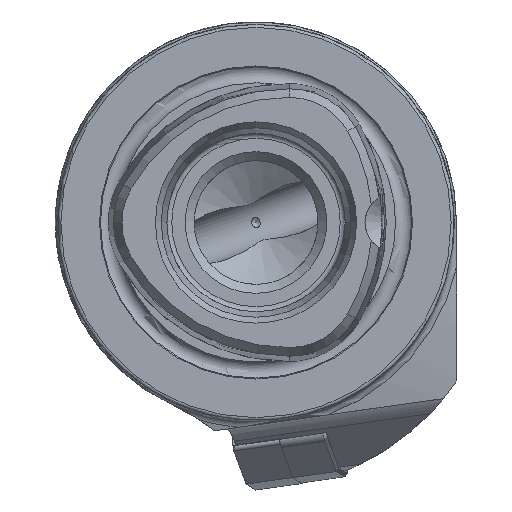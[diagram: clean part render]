
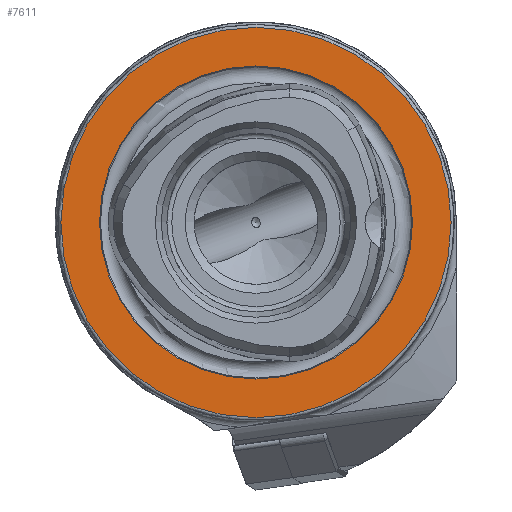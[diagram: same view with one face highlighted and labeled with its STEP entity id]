
A CAD part, left-side view. The second image highlights one B-rep face of the part: STEP entity #7611.
In plain terms, the highlighted planar face has unit normal (-1, 0, 0).
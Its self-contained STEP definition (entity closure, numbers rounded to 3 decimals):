
#42 = EDGE_LOOP ( 'NONE', ( #4925 ) ) ;
#1079 = ORIENTED_EDGE ( 'NONE', *, *, #11323, .T. ) ;
#1489 = DIRECTION ( 'NONE',  ( -1., 0., 0. ) ) ;
#2349 = CARTESIAN_POINT ( 'NONE',  ( 0., 0., 0. ) ) ;
#3264 = FACE_BOUND ( 'NONE', #42, .T. ) ;
#3775 = VERTEX_POINT ( 'NONE', #11034 ) ;
#3829 = CIRCLE ( 'NONE', #6206, 15.8 ) ;
#4170 = DIRECTION ( 'NONE',  ( 0., 0., 1. ) ) ;
#4344 = CARTESIAN_POINT ( 'NONE',  ( 0., 15.8, 0. ) ) ;
#4925 = ORIENTED_EDGE ( 'NONE', *, *, #8740, .F. ) ;
#5646 = EDGE_LOOP ( 'NONE', ( #1079 ) ) ;
#5783 = CIRCLE ( 'NONE', #8215, 19.7 ) ;
#6127 = CARTESIAN_POINT ( 'NONE',  ( 0., 0., 0. ) ) ;
#6175 = DIRECTION ( 'NONE',  ( 1., 0., 0. ) ) ;
#6206 = AXIS2_PLACEMENT_3D ( 'NONE', #2349, #9543, #6943 ) ;
#6943 = DIRECTION ( 'NONE',  ( 0., 0., 1. ) ) ;
#7611 = ADVANCED_FACE ( 'NONE', ( #3264, #8103 ), #10619, .F. ) ;
#7858 = AXIS2_PLACEMENT_3D ( 'NONE', #4344, #6175, #10694 ) ;
#8103 = FACE_OUTER_BOUND ( 'NONE', #5646, .T. ) ;
#8215 = AXIS2_PLACEMENT_3D ( 'NONE', #6127, #1489, #4170 ) ;
#8740 = EDGE_CURVE ( 'NONE', #11670, #11670, #3829, .T. ) ;
#9543 = DIRECTION ( 'NONE',  ( -1., 0., 0. ) ) ;
#10619 = PLANE ( 'NONE',  #7858 ) ;
#10694 = DIRECTION ( 'NONE',  ( 0., 0., -1. ) ) ;
#10844 = CARTESIAN_POINT ( 'NONE',  ( 0., 0., 15.8 ) ) ;
#11034 = CARTESIAN_POINT ( 'NONE',  ( 0., 0., 19.7 ) ) ;
#11323 = EDGE_CURVE ( 'NONE', #3775, #3775, #5783, .T. ) ;
#11670 = VERTEX_POINT ( 'NONE', #10844 ) ;
